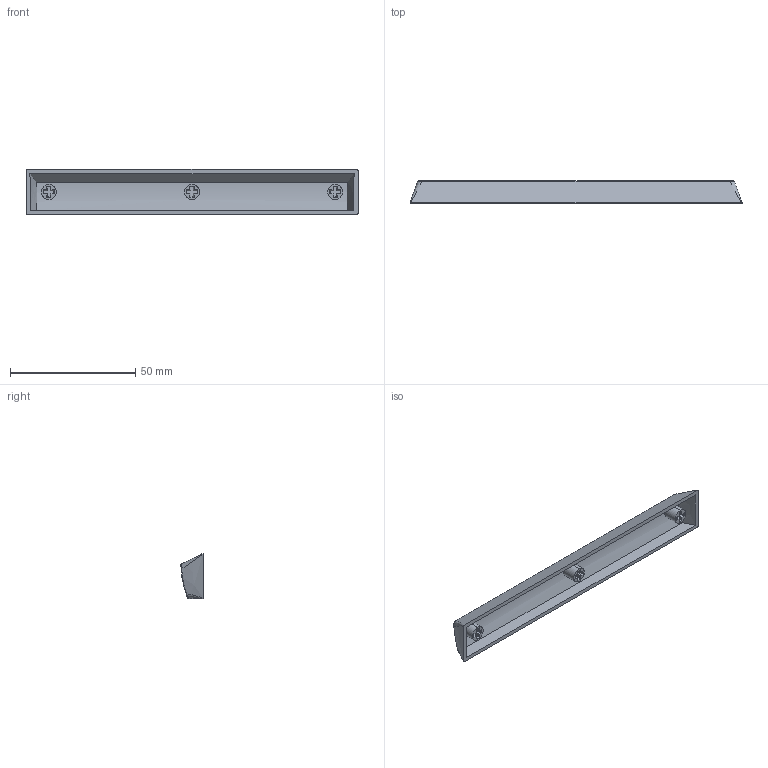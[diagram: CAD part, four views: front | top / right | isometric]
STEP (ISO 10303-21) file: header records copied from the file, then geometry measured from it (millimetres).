
FILE_DESCRIPTION (( 'STEP AP214' ), '1' );
FILE_NAME ('r4_700.STEP', '2022-11-05T07:26:37', ( '' ), ( '' ), 'SwSTEP 2.0', 'SolidWorks 2021', '' );
FILE_SCHEMA (( 'AUTOMOTIVE_DESIGN' ));
Length unit declared in the file: millimetre
Products named in the file (1): r4_700
Bounding box: 132.5 x 8.8 x 18 mm (x, y, z)
Volume: 5889.2 mm3; surface area: 8427.1 mm2
Topology: 1 solids, 1 shells, 107 faces, 250 edges, 152 vertices
Faces by surface type: plane 80, bspline 14, cylinder 13
Entity records: 4350 total; most frequent: CARTESIAN_POINT 2014, ORIENTED_EDGE 500, DIRECTION 416, EDGE_CURVE 250, VECTOR 180, LINE 180, VERTEX_POINT 152, AXIS2_PLACEMENT_3D 118
